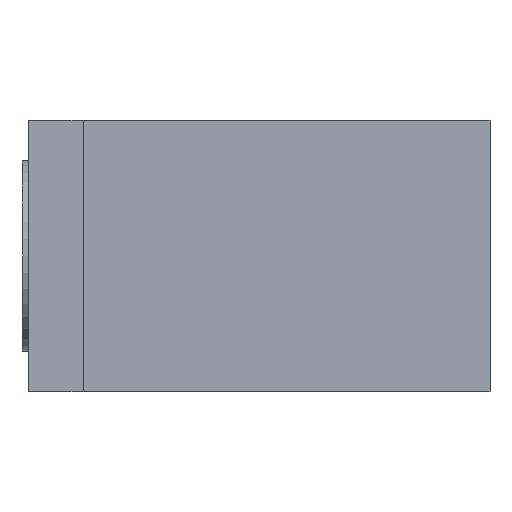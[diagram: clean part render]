
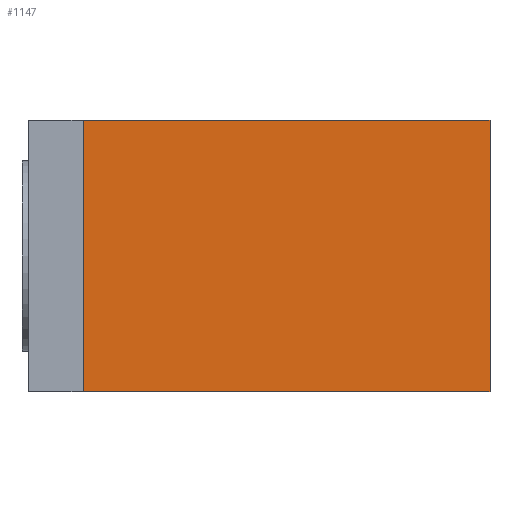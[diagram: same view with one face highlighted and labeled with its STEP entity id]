
A CAD part, front view. The second image highlights one B-rep face of the part: STEP entity #1147.
In plain terms, the highlighted planar face has unit normal (0, -1, 0).
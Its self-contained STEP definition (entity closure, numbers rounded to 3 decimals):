
#97=PLANE('',#1297);
#141=FACE_OUTER_BOUND('',#206,.T.);
#206=EDGE_LOOP('',(#790,#791,#792,#793));
#277=LINE('',#1766,#364);
#278=LINE('',#1768,#365);
#279=LINE('',#1770,#366);
#280=LINE('',#1771,#367);
#364=VECTOR('',#1433,10.);
#365=VECTOR('',#1434,10.);
#366=VECTOR('',#1435,10.);
#367=VECTOR('',#1436,10.);
#496=VERTEX_POINT('',#1764);
#497=VERTEX_POINT('',#1765);
#498=VERTEX_POINT('',#1767);
#499=VERTEX_POINT('',#1769);
#613=EDGE_CURVE('',#496,#497,#277,.T.);
#614=EDGE_CURVE('',#497,#498,#278,.T.);
#615=EDGE_CURVE('',#499,#498,#279,.T.);
#616=EDGE_CURVE('',#496,#499,#280,.T.);
#790=ORIENTED_EDGE('',*,*,#613,.T.);
#791=ORIENTED_EDGE('',*,*,#614,.T.);
#792=ORIENTED_EDGE('',*,*,#615,.F.);
#793=ORIENTED_EDGE('',*,*,#616,.F.);
#1147=ADVANCED_FACE('',(#141),#97,.T.);
#1297=AXIS2_PLACEMENT_3D('',#1763,#1431,#1432);
#1431=DIRECTION('center_axis',(0.,-1.,0.));
#1432=DIRECTION('ref_axis',(1.,0.,0.));
#1433=DIRECTION('',(1.,0.,0.));
#1434=DIRECTION('',(0.,0.,1.));
#1435=DIRECTION('',(1.,0.,0.));
#1436=DIRECTION('',(0.,0.,1.));
#1763=CARTESIAN_POINT('Origin',(0.,0.,0.));
#1764=CARTESIAN_POINT('',(0.,0.,0.));
#1765=CARTESIAN_POINT('',(15.,0.,0.));
#1766=CARTESIAN_POINT('',(0.,0.,0.));
#1767=CARTESIAN_POINT('',(15.,0.,10.));
#1768=CARTESIAN_POINT('',(15.,0.,0.));
#1769=CARTESIAN_POINT('',(0.,0.,10.));
#1770=CARTESIAN_POINT('',(0.,0.,10.));
#1771=CARTESIAN_POINT('',(0.,0.,0.));
